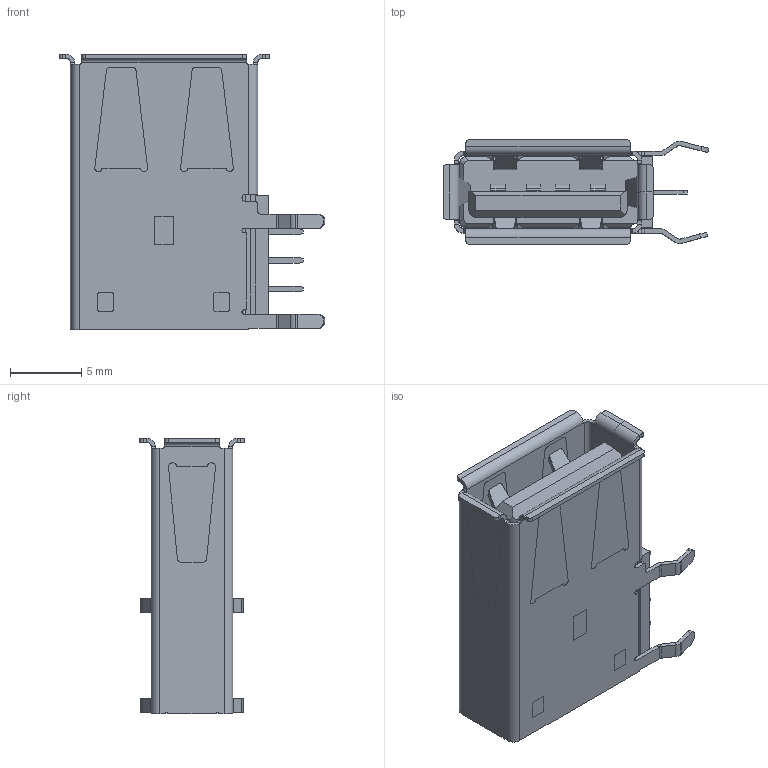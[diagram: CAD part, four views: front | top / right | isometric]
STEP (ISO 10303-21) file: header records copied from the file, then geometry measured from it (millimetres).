
FILE_DESCRIPTION (( 'STEP AP214' ), '1' );
FILE_NAME ('24-01410---P(028)A35.STEP', '2020-03-12T17:20:25', ( '' ), ( '' ), 'SwSTEP 2.0', 'SolidWorks 2018', '' );
FILE_SCHEMA (( 'AUTOMOTIVE_DESIGN' ));
Length unit declared in the file: millimetre
Products named in the file (1): 24-01410---P(028)A35
Bounding box: 18.61 x 7.32 x 19.3 mm (x, y, z)
Volume: 703.9 mm3; surface area: 2225.4 mm2
Topology: 15 solids, 15 shells, 597 faces, 1550 edges, 998 vertices
Faces by surface type: bspline 597
Entity records: 20628 total; most frequent: CARTESIAN_POINT 8127, ORIENTED_EDGE 3100, EDGE_CURVE 1550, DIRECTION 1531, LINE 1073, VECTOR 1073, VERTEX_POINT 998, EDGE_LOOP 626
